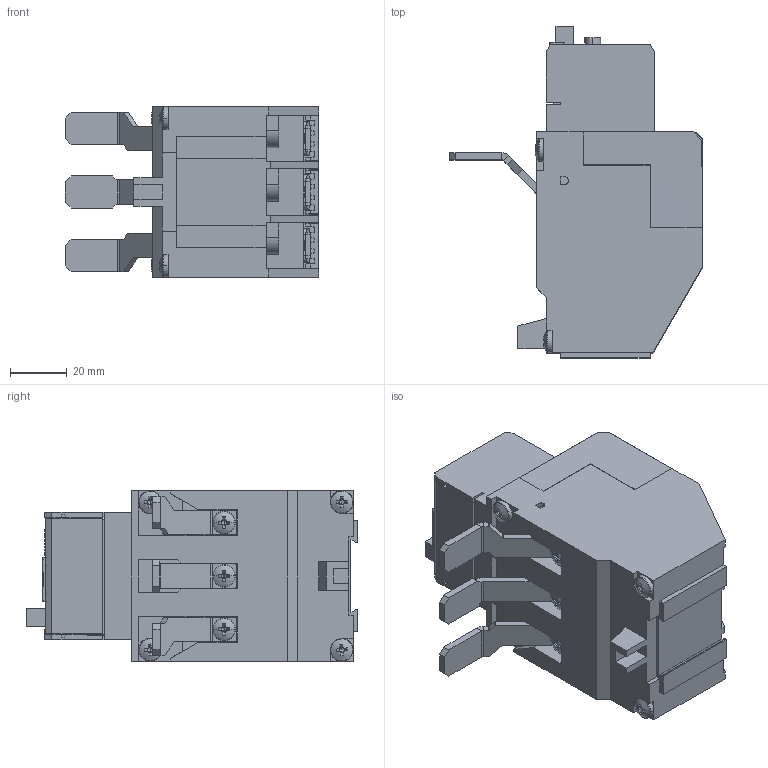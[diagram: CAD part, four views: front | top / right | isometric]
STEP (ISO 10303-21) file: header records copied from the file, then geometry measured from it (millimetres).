
FILE_DESCRIPTION (( 'STEP AP203' ), '1' );
FILE_NAME ('TRM 75 - N90.STEP', '2025-08-26T12:06:51', ( '' ), ( '' ), 'SwSTEP 2.0', 'SolidWorks 2011', '' );
FILE_SCHEMA (( 'CONFIG_CONTROL_DESIGN' ));
Products named in the file (1): TRM 75 - N90
Bounding box: 89.39 x 117.15 x 60.18 mm (x, y, z)
Volume: 113661.2 mm3; surface area: 95019 mm2
Topology: 11 solids, 11 shells, 2894 faces, 8478 edges, 5515 vertices
Faces by surface type: plane 1865, cylinder 631, bspline 275, cone 88, torus 29, sphere 6
Entity records: 107352 total; most frequent: CARTESIAN_POINT 34375, ORIENTED_EDGE 16832, DIRECTION 12859, EDGE_CURVE 8416, LINE 5709, VECTOR 5709, VERTEX_POINT 5515, AXIS2_PLACEMENT_3D 3575
